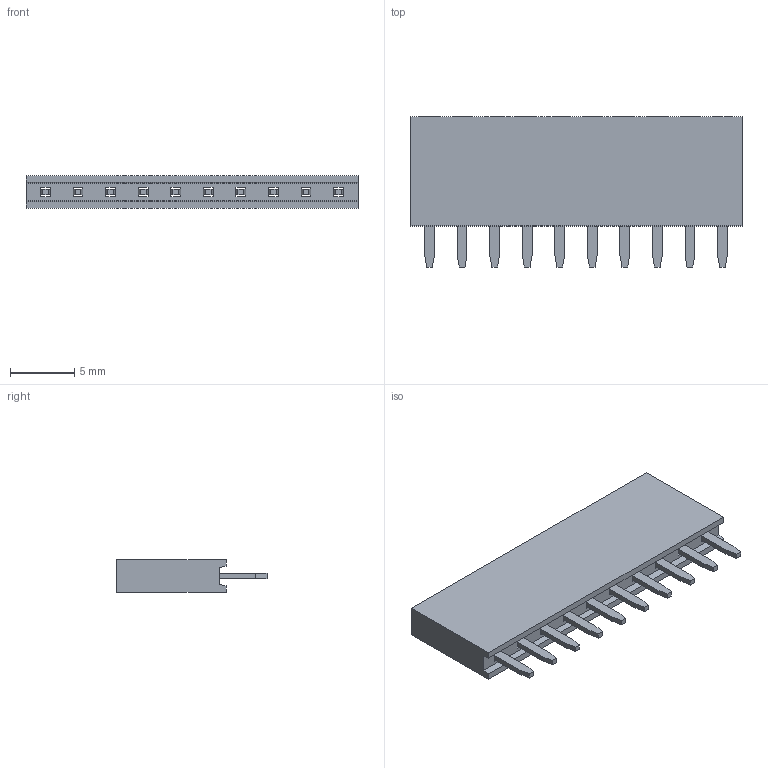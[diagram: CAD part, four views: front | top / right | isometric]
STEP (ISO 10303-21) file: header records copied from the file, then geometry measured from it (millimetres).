
FILE_DESCRIPTION (( 'STEP AP214' ), '1' );
FILE_NAME ('PPTC101LFBN-RC.STEP', '2022-03-14T22:02:46', ( '' ), ( '' ), 'SwSTEP 2.0', 'SolidWorks 2017', '' );
FILE_SCHEMA (( 'AUTOMOTIVE_DESIGN' ));
Length unit declared in the file: inch
Products named in the file (1): PPTC101LFBN-RC
Bounding box: 25.91 x 11.71 x 2.54 mm (x, y, z)
Volume: 514.2 mm3; surface area: 1108.6 mm2
Topology: 11 solids, 11 shells, 240 faces, 614 edges, 396 vertices
Faces by surface type: plane 180, cylinder 60
Entity records: 8538 total; most frequent: CARTESIAN_POINT 1251, ORIENTED_EDGE 1228, DIRECTION 1216, EDGE_CURVE 614, LINE 494, VECTOR 494, VERTEX_POINT 396, AXIS2_PLACEMENT_3D 361
